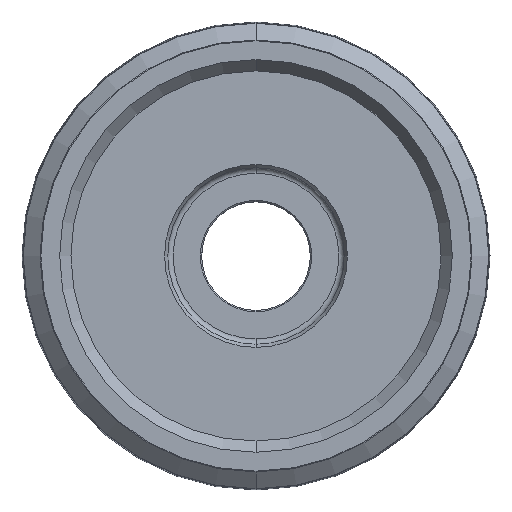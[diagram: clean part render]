
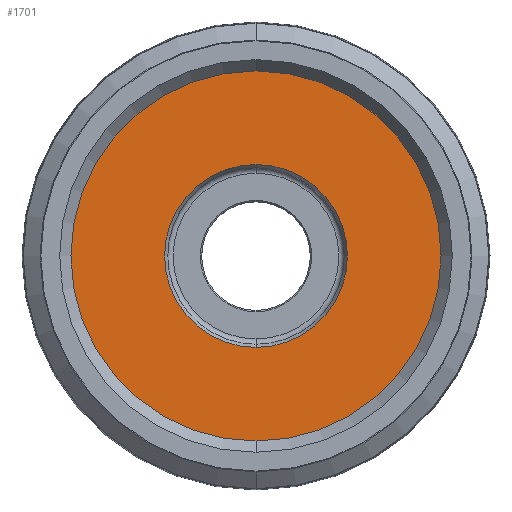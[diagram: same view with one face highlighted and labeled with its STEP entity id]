
A CAD part, top view. The second image highlights one B-rep face of the part: STEP entity #1701.
In plain terms, the highlighted planar face has unit normal (0, 0, 1).
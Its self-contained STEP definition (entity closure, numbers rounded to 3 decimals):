
#78=CARTESIAN_POINT('',(0.,0.,58.));
#79=DIRECTION('',(0.,0.,-1.));
#80=DIRECTION('',(0.,1.,0.));
#81=AXIS2_PLACEMENT_3D('',#78,#79,#80);
#86=CARTESIAN_POINT('',(0.,0.,58.));
#87=DIRECTION('',(0.,0.,-1.));
#88=DIRECTION('',(0.,-1.,0.));
#89=AXIS2_PLACEMENT_3D('',#86,#87,#88);
#94=CARTESIAN_POINT('',(0.,0.,58.));
#95=DIRECTION('',(0.,0.,-1.));
#96=DIRECTION('',(0.,1.,0.));
#97=AXIS2_PLACEMENT_3D('',#94,#95,#96);
#102=CARTESIAN_POINT('',(0.,0.,58.));
#103=DIRECTION('',(0.,0.,-1.));
#104=DIRECTION('',(0.,-1.,0.));
#105=AXIS2_PLACEMENT_3D('',#102,#103,#104);
#1540=CARTESIAN_POINT('',(0.,68.901,58.));
#1541=CARTESIAN_POINT('',(0.,-68.901,58.));
#1542=VERTEX_POINT('',#1540);
#1543=VERTEX_POINT('',#1541);
#1600=CARTESIAN_POINT('',(0.,33.655,58.));
#1601=CARTESIAN_POINT('',(0.,-33.655,58.));
#1602=VERTEX_POINT('',#1600);
#1603=VERTEX_POINT('',#1601);
#1684=CARTESIAN_POINT('',(0.,0.,58.));
#1685=DIRECTION('',(0.,0.,-1.));
#1686=DIRECTION('',(0.,-1.,0.));
#1687=AXIS2_PLACEMENT_3D('',#1684,#1685,#1686);
#1688=PLANE('',#1687);
#1690=ORIENTED_EDGE('',*,*,#1689,.T.);
#1692=ORIENTED_EDGE('',*,*,#1691,.T.);
#1693=EDGE_LOOP('',(#1690,#1692));
#1694=FACE_OUTER_BOUND('',#1693,.F.);
#1696=ORIENTED_EDGE('',*,*,#1695,.F.);
#1698=ORIENTED_EDGE('',*,*,#1697,.F.);
#1699=EDGE_LOOP('',(#1696,#1698));
#1700=FACE_BOUND('',#1699,.F.);
#82=CIRCLE('',#81,68.901);
#90=CIRCLE('',#89,68.901);
#98=CIRCLE('',#97,33.655);
#106=CIRCLE('',#105,33.655);
#1689=EDGE_CURVE('',#1542,#1543,#82,.T.);
#1691=EDGE_CURVE('',#1543,#1542,#90,.T.);
#1695=EDGE_CURVE('',#1602,#1603,#98,.T.);
#1697=EDGE_CURVE('',#1603,#1602,#106,.T.);
#1701=ADVANCED_FACE('',(#1694,#1700),#1688,.F.);
